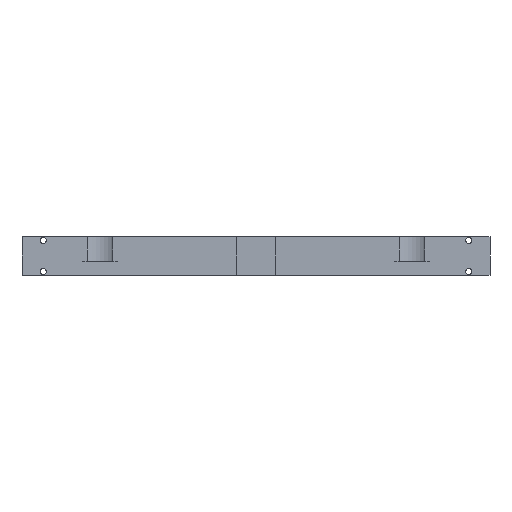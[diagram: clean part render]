
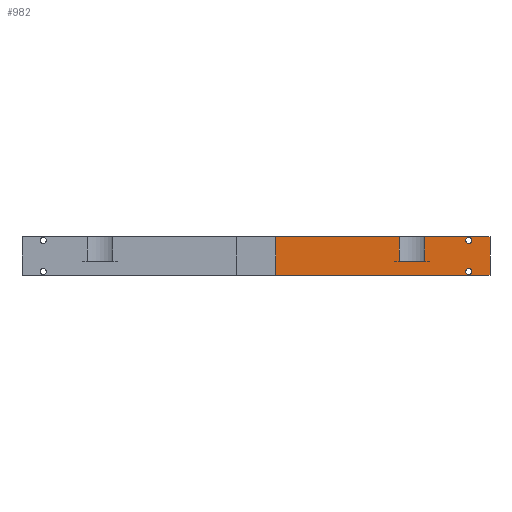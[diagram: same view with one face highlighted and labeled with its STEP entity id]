
A CAD part, front view. The second image highlights one B-rep face of the part: STEP entity #982.
In plain terms, the highlighted planar face has unit normal (0, -1, 0).
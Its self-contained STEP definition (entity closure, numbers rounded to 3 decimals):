
#25=FACE_BOUND('',#172,.T.);
#26=FACE_BOUND('',#173,.T.);
#62=PLANE('',#1102);
#110=FACE_OUTER_BOUND('',#171,.T.);
#171=EDGE_LOOP('',(#794,#795,#796,#797,#798,#799,#800,#801));
#172=EDGE_LOOP('',(#802));
#173=EDGE_LOOP('',(#803));
#214=LINE('',#1467,#291);
#254=LINE('',#1628,#331);
#255=LINE('',#1631,#332);
#256=LINE('',#1633,#333);
#257=LINE('',#1634,#334);
#258=LINE('',#1636,#335);
#259=LINE('',#1638,#336);
#260=LINE('',#1639,#337);
#291=VECTOR('',#1180,10.);
#331=VECTOR('',#1354,10.);
#332=VECTOR('',#1357,10.);
#333=VECTOR('',#1358,10.);
#334=VECTOR('',#1359,10.);
#335=VECTOR('',#1360,10.);
#336=VECTOR('',#1361,10.);
#337=VECTOR('',#1362,10.);
#363=CIRCLE('',#1012,0.4);
#367=CIRCLE('',#1018,0.4);
#421=VERTEX_POINT('',#1422);
#425=VERTEX_POINT('',#1434);
#435=VERTEX_POINT('',#1464);
#436=VERTEX_POINT('',#1465);
#489=VERTEX_POINT('',#1624);
#490=VERTEX_POINT('',#1626);
#491=VERTEX_POINT('',#1630);
#492=VERTEX_POINT('',#1632);
#493=VERTEX_POINT('',#1635);
#494=VERTEX_POINT('',#1637);
#512=EDGE_CURVE('',#421,#421,#363,.T.);
#518=EDGE_CURVE('',#425,#425,#367,.T.);
#533=EDGE_CURVE('',#435,#436,#214,.T.);
#611=EDGE_CURVE('',#489,#490,#254,.T.);
#612=EDGE_CURVE('',#491,#489,#255,.T.);
#613=EDGE_CURVE('',#492,#490,#256,.T.);
#614=EDGE_CURVE('',#436,#492,#257,.T.);
#615=EDGE_CURVE('',#435,#493,#258,.T.);
#616=EDGE_CURVE('',#494,#493,#259,.T.);
#617=EDGE_CURVE('',#491,#494,#260,.T.);
#794=ORIENTED_EDGE('',*,*,#612,.T.);
#795=ORIENTED_EDGE('',*,*,#611,.T.);
#796=ORIENTED_EDGE('',*,*,#613,.F.);
#797=ORIENTED_EDGE('',*,*,#614,.F.);
#798=ORIENTED_EDGE('',*,*,#533,.F.);
#799=ORIENTED_EDGE('',*,*,#615,.T.);
#800=ORIENTED_EDGE('',*,*,#616,.F.);
#801=ORIENTED_EDGE('',*,*,#617,.F.);
#802=ORIENTED_EDGE('',*,*,#512,.T.);
#803=ORIENTED_EDGE('',*,*,#518,.T.);
#982=ADVANCED_FACE('',(#110,#25,#26),#62,.T.);
#1012=AXIS2_PLACEMENT_3D('',#1423,#1128,#1129);
#1018=AXIS2_PLACEMENT_3D('',#1435,#1142,#1143);
#1102=AXIS2_PLACEMENT_3D('',#1629,#1355,#1356);
#1128=DIRECTION('center_axis',(0.,1.,0.));
#1129=DIRECTION('ref_axis',(1.,0.,0.));
#1142=DIRECTION('center_axis',(0.,1.,0.));
#1143=DIRECTION('ref_axis',(1.,0.,0.));
#1180=DIRECTION('',(1.,0.,0.));
#1354=DIRECTION('',(0.,0.,1.));
#1355=DIRECTION('center_axis',(0.,-1.,0.));
#1356=DIRECTION('ref_axis',(1.,0.,0.));
#1357=DIRECTION('',(1.,0.,0.));
#1358=DIRECTION('',(1.,0.,0.));
#1359=DIRECTION('',(0.,0.,1.));
#1360=DIRECTION('',(0.,0.,1.));
#1361=DIRECTION('',(1.,0.,0.));
#1362=DIRECTION('',(0.,0.,1.));
#1422=CARTESIAN_POINT('',(132.043,-58.218,0.5));
#1423=CARTESIAN_POINT('Origin',(132.443,-58.218,0.5));
#1434=CARTESIAN_POINT('',(132.043,-58.218,4.5));
#1435=CARTESIAN_POINT('Origin',(132.443,-58.218,4.5));
#1464=CARTESIAN_POINT('',(123.514,-58.218,1.8));
#1465=CARTESIAN_POINT('',(126.831,-58.218,1.8));
#1467=CARTESIAN_POINT('',(75.173,-58.218,1.8));
#1624=CARTESIAN_POINT('',(135.173,-58.218,0.));
#1626=CARTESIAN_POINT('',(135.173,-58.218,5.));
#1628=CARTESIAN_POINT('',(135.173,-58.218,0.));
#1629=CARTESIAN_POINT('Origin',(126.831,-58.218,0.));
#1630=CARTESIAN_POINT('',(107.723,-58.218,0.));
#1631=CARTESIAN_POINT('',(75.173,-58.218,0.));
#1632=CARTESIAN_POINT('',(126.831,-58.218,5.));
#1633=CARTESIAN_POINT('',(75.173,-58.218,5.));
#1634=CARTESIAN_POINT('',(126.831,-58.218,0.));
#1635=CARTESIAN_POINT('',(123.514,-58.218,5.));
#1636=CARTESIAN_POINT('',(123.514,-58.218,0.));
#1637=CARTESIAN_POINT('',(107.723,-58.218,5.));
#1638=CARTESIAN_POINT('',(75.173,-58.218,5.));
#1639=CARTESIAN_POINT('',(107.723,-58.218,0.));
